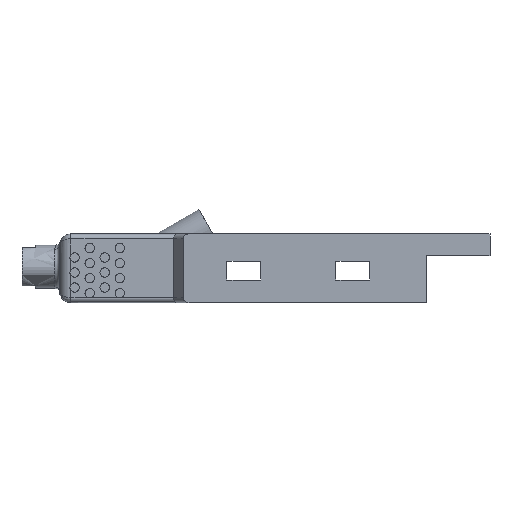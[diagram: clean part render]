
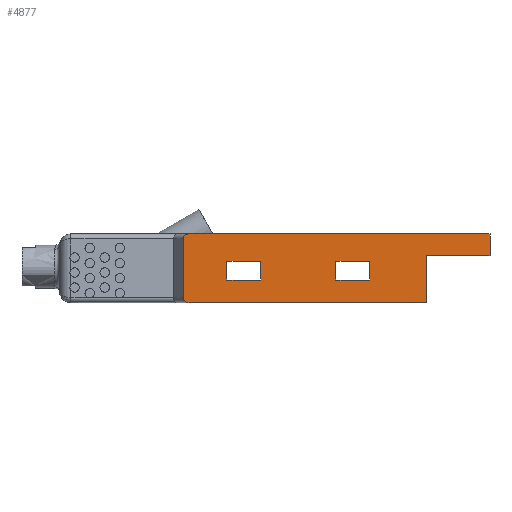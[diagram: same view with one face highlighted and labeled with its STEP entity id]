
A CAD part, front view. The second image highlights one B-rep face of the part: STEP entity #4877.
In plain terms, the highlighted planar face has unit normal (0, -1, 0).
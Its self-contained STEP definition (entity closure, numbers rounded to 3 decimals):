
#130=FACE_BOUND('',#1572,.T.);
#131=FACE_BOUND('',#1573,.T.);
#160=PLANE('',#5276);
#292=ELLIPSE('',#5274,0.307,0.25);
#293=ELLIPSE('',#5277,0.307,0.25);
#389=LINE('',#8299,#738);
#432=LINE('',#8749,#781);
#460=LINE('',#8897,#809);
#461=LINE('',#8900,#810);
#462=LINE('',#8902,#811);
#463=LINE('',#8903,#812);
#464=LINE('',#8906,#813);
#465=LINE('',#8908,#814);
#466=LINE('',#8910,#815);
#467=LINE('',#8911,#816);
#468=LINE('',#8914,#817);
#469=LINE('',#8916,#818);
#470=LINE('',#8918,#819);
#471=LINE('',#8919,#820);
#738=VECTOR('',#5691,10.);
#781=VECTOR('',#5902,10.);
#809=VECTOR('',#6064,10.);
#810=VECTOR('',#6067,10.);
#811=VECTOR('',#6068,10.);
#812=VECTOR('',#6069,10.);
#813=VECTOR('',#6070,10.);
#814=VECTOR('',#6071,10.);
#815=VECTOR('',#6072,10.);
#816=VECTOR('',#6073,10.);
#817=VECTOR('',#6074,10.);
#818=VECTOR('',#6075,10.);
#819=VECTOR('',#6076,10.);
#820=VECTOR('',#6077,10.);
#1209=FACE_OUTER_BOUND('',#1571,.T.);
#1571=EDGE_LOOP('',(#3959,#3960,#3961,#3962,#3963,#3964,#3965,#3966));
#1572=EDGE_LOOP('',(#3967,#3968,#3969,#3970));
#1573=EDGE_LOOP('',(#3971,#3972,#3973,#3974));
#2251=VERTEX_POINT('',#8296);
#2252=VERTEX_POINT('',#8298);
#2355=VERTEX_POINT('',#8746);
#2356=VERTEX_POINT('',#8748);
#2408=VERTEX_POINT('',#8891);
#2409=VERTEX_POINT('',#8896);
#2410=VERTEX_POINT('',#8899);
#2411=VERTEX_POINT('',#8901);
#2412=VERTEX_POINT('',#8904);
#2413=VERTEX_POINT('',#8905);
#2414=VERTEX_POINT('',#8907);
#2415=VERTEX_POINT('',#8909);
#2416=VERTEX_POINT('',#8912);
#2417=VERTEX_POINT('',#8913);
#2418=VERTEX_POINT('',#8915);
#2419=VERTEX_POINT('',#8917);
#2776=EDGE_CURVE('',#2251,#2252,#389,.T.);
#2910=EDGE_CURVE('',#2356,#2355,#432,.T.);
#2985=EDGE_CURVE('',#2408,#2251,#292,.T.);
#2986=EDGE_CURVE('',#2409,#2408,#460,.F.);
#2987=EDGE_CURVE('',#2356,#2409,#293,.T.);
#2988=EDGE_CURVE('',#2355,#2410,#461,.F.);
#2989=EDGE_CURVE('',#2410,#2411,#462,.T.);
#2990=EDGE_CURVE('',#2411,#2252,#463,.T.);
#2991=EDGE_CURVE('',#2412,#2413,#464,.F.);
#2992=EDGE_CURVE('',#2413,#2414,#465,.F.);
#2993=EDGE_CURVE('',#2414,#2415,#466,.F.);
#2994=EDGE_CURVE('',#2415,#2412,#467,.F.);
#2995=EDGE_CURVE('',#2416,#2417,#468,.F.);
#2996=EDGE_CURVE('',#2417,#2418,#469,.F.);
#2997=EDGE_CURVE('',#2418,#2419,#470,.F.);
#2998=EDGE_CURVE('',#2419,#2416,#471,.F.);
#3959=ORIENTED_EDGE('',*,*,#2985,.F.);
#3960=ORIENTED_EDGE('',*,*,#2986,.F.);
#3961=ORIENTED_EDGE('',*,*,#2987,.F.);
#3962=ORIENTED_EDGE('',*,*,#2910,.T.);
#3963=ORIENTED_EDGE('',*,*,#2988,.T.);
#3964=ORIENTED_EDGE('',*,*,#2989,.T.);
#3965=ORIENTED_EDGE('',*,*,#2990,.T.);
#3966=ORIENTED_EDGE('',*,*,#2776,.F.);
#3967=ORIENTED_EDGE('',*,*,#2991,.T.);
#3968=ORIENTED_EDGE('',*,*,#2992,.T.);
#3969=ORIENTED_EDGE('',*,*,#2993,.T.);
#3970=ORIENTED_EDGE('',*,*,#2994,.T.);
#3971=ORIENTED_EDGE('',*,*,#2995,.T.);
#3972=ORIENTED_EDGE('',*,*,#2996,.T.);
#3973=ORIENTED_EDGE('',*,*,#2997,.T.);
#3974=ORIENTED_EDGE('',*,*,#2998,.T.);
#4877=ADVANCED_FACE('',(#1209,#130,#131),#160,.T.);
#5274=AXIS2_PLACEMENT_3D('',#8893,#6058,#6059);
#5276=AXIS2_PLACEMENT_3D('',#8895,#6062,#6063);
#5277=AXIS2_PLACEMENT_3D('',#8898,#6065,#6066);
#5691=DIRECTION('',(1.,0.,0.));
#5902=DIRECTION('',(1.,0.,0.));
#6058=DIRECTION('center_axis',(0.,1.,0.));
#6059=DIRECTION('ref_axis',(-1.,0.,0.));
#6062=DIRECTION('center_axis',(0.,-1.,0.));
#6063=DIRECTION('ref_axis',(0.,0.,1.));
#6064=DIRECTION('',(0.,0.,-1.));
#6065=DIRECTION('center_axis',(0.,1.,0.));
#6066=DIRECTION('ref_axis',(-1.,0.,0.));
#6067=DIRECTION('',(0.,0.,-1.));
#6068=DIRECTION('',(1.,0.,0.));
#6069=DIRECTION('',(0.,0.,1.));
#6070=DIRECTION('',(0.,0.,-1.));
#6071=DIRECTION('',(-1.,0.,0.));
#6072=DIRECTION('',(0.,0.,1.));
#6073=DIRECTION('',(1.,0.,0.));
#6074=DIRECTION('',(0.,0.,-1.));
#6075=DIRECTION('',(-1.,0.,0.));
#6076=DIRECTION('',(0.,0.,1.));
#6077=DIRECTION('',(1.,0.,0.));
#8296=CARTESIAN_POINT('',(-16.014,-0.637,-0.085));
#8298=CARTESIAN_POINT('',(0.,-0.637,-0.085));
#8299=CARTESIAN_POINT('',(-7.5,-0.637,-0.085));
#8746=CARTESIAN_POINT('',(-3.4,-0.637,-3.735));
#8748=CARTESIAN_POINT('',(-16.014,-0.637,-3.735));
#8749=CARTESIAN_POINT('',(-15.,-0.637,-3.735));
#8891=CARTESIAN_POINT('',(-16.321,-0.637,-0.335));
#8893=CARTESIAN_POINT('Origin',(-16.014,-0.637,-0.335));
#8895=CARTESIAN_POINT('Origin',(-15.,-0.637,-3.735));
#8896=CARTESIAN_POINT('',(-16.321,-0.637,-3.485));
#8897=CARTESIAN_POINT('',(-16.321,-0.637,-3.735));
#8898=CARTESIAN_POINT('Origin',(-16.014,-0.637,-3.485));
#8899=CARTESIAN_POINT('',(-3.4,-0.637,-1.235));
#8900=CARTESIAN_POINT('',(-3.4,-0.637,-2.485));
#8901=CARTESIAN_POINT('',(0.,-0.637,-1.235));
#8902=CARTESIAN_POINT('',(-7.5,-0.637,-1.235));
#8903=CARTESIAN_POINT('',(0.,-0.637,-2.26));
#8904=CARTESIAN_POINT('',(-14.,-0.637,-2.535));
#8905=CARTESIAN_POINT('',(-14.,-0.637,-1.535));
#8906=CARTESIAN_POINT('',(-14.,-0.637,-2.635));
#8907=CARTESIAN_POINT('',(-12.2,-0.637,-1.535));
#8908=CARTESIAN_POINT('',(-13.6,-0.637,-1.535));
#8909=CARTESIAN_POINT('',(-12.2,-0.637,-2.535));
#8910=CARTESIAN_POINT('',(-12.2,-0.637,-3.135));
#8911=CARTESIAN_POINT('',(-14.5,-0.637,-2.535));
#8912=CARTESIAN_POINT('',(-8.2,-0.637,-2.535));
#8913=CARTESIAN_POINT('',(-8.2,-0.637,-1.535));
#8914=CARTESIAN_POINT('',(-8.2,-0.637,-2.635));
#8915=CARTESIAN_POINT('',(-6.4,-0.637,-1.535));
#8916=CARTESIAN_POINT('',(-10.7,-0.637,-1.535));
#8917=CARTESIAN_POINT('',(-6.4,-0.637,-2.535));
#8918=CARTESIAN_POINT('',(-6.4,-0.637,-3.135));
#8919=CARTESIAN_POINT('',(-11.6,-0.637,-2.535));
